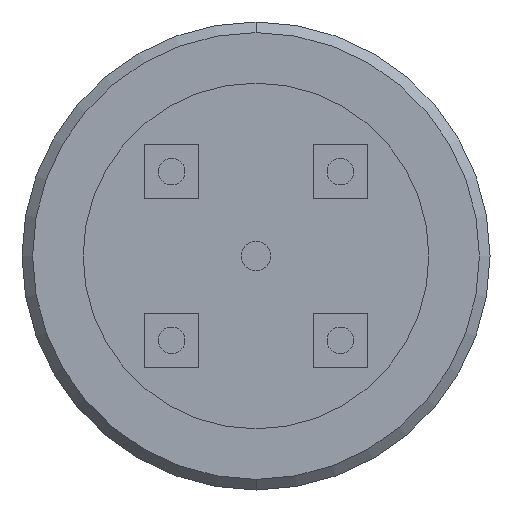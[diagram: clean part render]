
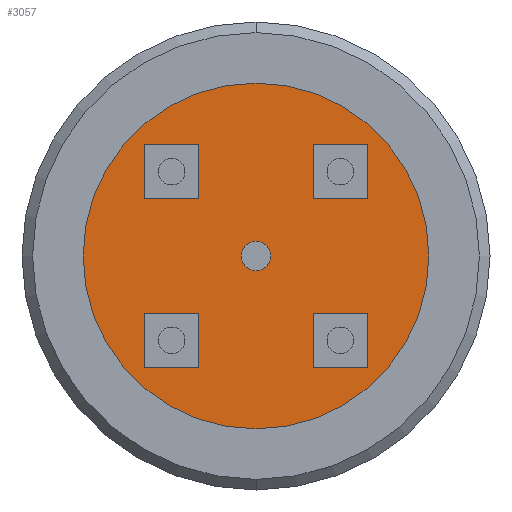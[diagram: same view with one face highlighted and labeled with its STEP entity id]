
A CAD part, front view. The second image highlights one B-rep face of the part: STEP entity #3057.
In plain terms, the highlighted planar face has unit normal (0, -1, 0).
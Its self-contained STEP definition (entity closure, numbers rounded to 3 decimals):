
#1=DIRECTION('',(0.,0.,1.));
#2=VECTOR('',#1,2.05);
#3=CARTESIAN_POINT('',(-2.15,-10.3,-4.2));
#4=LINE('',#3,#2);
#5=DIRECTION('',(-1.,0.,0.));
#6=VECTOR('',#5,2.05);
#7=CARTESIAN_POINT('',(-2.15,-10.3,-2.15));
#8=LINE('',#7,#6);
#9=DIRECTION('',(0.,0.,-1.));
#10=VECTOR('',#9,2.05);
#11=CARTESIAN_POINT('',(-4.2,-10.3,-2.15));
#12=LINE('',#11,#10);
#13=DIRECTION('',(1.,0.,0.));
#14=VECTOR('',#13,2.05);
#15=CARTESIAN_POINT('',(-4.2,-10.3,-4.2));
#16=LINE('',#15,#14);
#17=DIRECTION('',(1.,0.,0.));
#18=VECTOR('',#17,2.05);
#19=CARTESIAN_POINT('',(2.15,-10.3,-4.2));
#20=LINE('',#19,#18);
#21=DIRECTION('',(0.,0.,1.));
#22=VECTOR('',#21,2.05);
#23=CARTESIAN_POINT('',(4.2,-10.3,-4.2));
#24=LINE('',#23,#22);
#25=DIRECTION('',(-1.,0.,0.));
#26=VECTOR('',#25,2.05);
#27=CARTESIAN_POINT('',(4.2,-10.3,-2.15));
#28=LINE('',#27,#26);
#29=DIRECTION('',(0.,0.,-1.));
#30=VECTOR('',#29,2.05);
#31=CARTESIAN_POINT('',(2.15,-10.3,-2.15));
#32=LINE('',#31,#30);
#33=DIRECTION('',(-1.,0.,0.));
#34=VECTOR('',#33,2.05);
#35=CARTESIAN_POINT('',(-2.15,-10.3,4.2));
#36=LINE('',#35,#34);
#37=DIRECTION('',(0.,0.,-1.));
#38=VECTOR('',#37,2.05);
#39=CARTESIAN_POINT('',(-4.2,-10.3,4.2));
#40=LINE('',#39,#38);
#41=DIRECTION('',(1.,0.,0.));
#42=VECTOR('',#41,2.05);
#43=CARTESIAN_POINT('',(-4.2,-10.3,2.15));
#44=LINE('',#43,#42);
#45=DIRECTION('',(0.,0.,1.));
#46=VECTOR('',#45,2.05);
#47=CARTESIAN_POINT('',(-2.15,-10.3,2.15));
#48=LINE('',#47,#46);
#49=DIRECTION('',(0.,0.,-1.));
#50=VECTOR('',#49,2.05);
#51=CARTESIAN_POINT('',(2.15,-10.3,4.2));
#52=LINE('',#51,#50);
#53=DIRECTION('',(1.,0.,0.));
#54=VECTOR('',#53,2.05);
#55=CARTESIAN_POINT('',(2.15,-10.3,2.15));
#56=LINE('',#55,#54);
#57=DIRECTION('',(0.,0.,1.));
#58=VECTOR('',#57,2.05);
#59=CARTESIAN_POINT('',(4.2,-10.3,2.15));
#60=LINE('',#59,#58);
#61=DIRECTION('',(-1.,0.,0.));
#62=VECTOR('',#61,2.05);
#63=CARTESIAN_POINT('',(4.2,-10.3,4.2));
#64=LINE('',#63,#62);
#65=CARTESIAN_POINT('',(0.,-10.3,0.));
#66=DIRECTION('',(0.,-1.,0.));
#67=DIRECTION('',(-1.,0.,0.));
#68=AXIS2_PLACEMENT_3D('',#65,#66,#67);
#70=CARTESIAN_POINT('',(0.,-10.3,0.));
#71=DIRECTION('',(0.,-1.,0.));
#72=DIRECTION('',(1.,0.,0.));
#73=AXIS2_PLACEMENT_3D('',#70,#71,#72);
#79=CARTESIAN_POINT('',(0.,-10.3,0.));
#80=DIRECTION('',(0.,-1.,0.));
#81=DIRECTION('',(0.,0.,-1.));
#82=AXIS2_PLACEMENT_3D('',#79,#80,#81);
#88=CARTESIAN_POINT('',(0.,-10.3,0.));
#89=DIRECTION('',(0.,1.,0.));
#90=DIRECTION('',(0.,0.,-1.));
#91=AXIS2_PLACEMENT_3D('',#88,#89,#90);
#2619=CARTESIAN_POINT('',(0.,-10.3,-6.5));
#2621=VERTEX_POINT('',#2619);
#2627=CARTESIAN_POINT('',(0.,-10.3,6.5));
#2629=VERTEX_POINT('',#2627);
#2717=CARTESIAN_POINT('',(-2.15,-10.3,-4.2));
#2718=CARTESIAN_POINT('',(-2.15,-10.3,-2.15));
#2719=VERTEX_POINT('',#2717);
#2720=VERTEX_POINT('',#2718);
#2721=CARTESIAN_POINT('',(-4.2,-10.3,-2.15));
#2722=VERTEX_POINT('',#2721);
#2723=CARTESIAN_POINT('',(-4.2,-10.3,-4.2));
#2724=VERTEX_POINT('',#2723);
#2725=CARTESIAN_POINT('',(2.15,-10.3,-4.2));
#2726=CARTESIAN_POINT('',(4.2,-10.3,-4.2));
#2727=VERTEX_POINT('',#2725);
#2728=VERTEX_POINT('',#2726);
#2729=CARTESIAN_POINT('',(4.2,-10.3,-2.15));
#2730=VERTEX_POINT('',#2729);
#2731=CARTESIAN_POINT('',(2.15,-10.3,-2.15));
#2732=VERTEX_POINT('',#2731);
#2733=CARTESIAN_POINT('',(-2.15,-10.3,4.2));
#2734=CARTESIAN_POINT('',(-4.2,-10.3,4.2));
#2735=VERTEX_POINT('',#2733);
#2736=VERTEX_POINT('',#2734);
#2737=CARTESIAN_POINT('',(-4.2,-10.3,2.15));
#2738=VERTEX_POINT('',#2737);
#2739=CARTESIAN_POINT('',(-2.15,-10.3,2.15));
#2740=VERTEX_POINT('',#2739);
#2741=CARTESIAN_POINT('',(2.15,-10.3,4.2));
#2742=CARTESIAN_POINT('',(2.15,-10.3,2.15));
#2743=VERTEX_POINT('',#2741);
#2744=VERTEX_POINT('',#2742);
#2745=CARTESIAN_POINT('',(4.2,-10.3,2.15));
#2746=VERTEX_POINT('',#2745);
#2747=CARTESIAN_POINT('',(4.2,-10.3,4.2));
#2748=VERTEX_POINT('',#2747);
#2769=CARTESIAN_POINT('',(-0.55,-10.3,0.));
#2770=CARTESIAN_POINT('',(0.55,-10.3,0.));
#2771=VERTEX_POINT('',#2769);
#2772=VERTEX_POINT('',#2770);
#3000=CARTESIAN_POINT('',(0.,-10.3,0.));
#3001=DIRECTION('',(0.,1.,0.));
#3002=DIRECTION('',(0.,0.,-1.));
#3003=AXIS2_PLACEMENT_3D('',#3000,#3001,#3002);
#3004=PLANE('',#3003);
#3006=ORIENTED_EDGE('',*,*,#3005,.F.);
#3008=ORIENTED_EDGE('',*,*,#3007,.T.);
#3009=EDGE_LOOP('',(#3006,#3008));
#3010=FACE_OUTER_BOUND('',#3009,.F.);
#3012=ORIENTED_EDGE('',*,*,#3011,.T.);
#3014=ORIENTED_EDGE('',*,*,#3013,.T.);
#3016=ORIENTED_EDGE('',*,*,#3015,.T.);
#3018=ORIENTED_EDGE('',*,*,#3017,.T.);
#3019=EDGE_LOOP('',(#3012,#3014,#3016,#3018));
#3020=FACE_BOUND('',#3019,.F.);
#3022=ORIENTED_EDGE('',*,*,#3021,.T.);
#3024=ORIENTED_EDGE('',*,*,#3023,.T.);
#3026=ORIENTED_EDGE('',*,*,#3025,.T.);
#3028=ORIENTED_EDGE('',*,*,#3027,.T.);
#3029=EDGE_LOOP('',(#3022,#3024,#3026,#3028));
#3030=FACE_BOUND('',#3029,.F.);
#3032=ORIENTED_EDGE('',*,*,#3031,.T.);
#3034=ORIENTED_EDGE('',*,*,#3033,.T.);
#3036=ORIENTED_EDGE('',*,*,#3035,.T.);
#3038=ORIENTED_EDGE('',*,*,#3037,.T.);
#3039=EDGE_LOOP('',(#3032,#3034,#3036,#3038));
#3040=FACE_BOUND('',#3039,.F.);
#3042=ORIENTED_EDGE('',*,*,#3041,.T.);
#3044=ORIENTED_EDGE('',*,*,#3043,.T.);
#3046=ORIENTED_EDGE('',*,*,#3045,.T.);
#3048=ORIENTED_EDGE('',*,*,#3047,.T.);
#3049=EDGE_LOOP('',(#3042,#3044,#3046,#3048));
#3050=FACE_BOUND('',#3049,.F.);
#3052=ORIENTED_EDGE('',*,*,#3051,.T.);
#3054=ORIENTED_EDGE('',*,*,#3053,.T.);
#3055=EDGE_LOOP('',(#3052,#3054));
#3056=FACE_BOUND('',#3055,.F.);
#69=CIRCLE('',#68,0.55);
#74=CIRCLE('',#73,0.55);
#83=CIRCLE('',#82,6.5);
#92=CIRCLE('',#91,6.5);
#3005=EDGE_CURVE('',#2621,#2629,#83,.T.);
#3007=EDGE_CURVE('',#2621,#2629,#92,.T.);
#3011=EDGE_CURVE('',#2719,#2720,#4,.T.);
#3013=EDGE_CURVE('',#2720,#2722,#8,.T.);
#3015=EDGE_CURVE('',#2722,#2724,#12,.T.);
#3017=EDGE_CURVE('',#2724,#2719,#16,.T.);
#3021=EDGE_CURVE('',#2727,#2728,#20,.T.);
#3023=EDGE_CURVE('',#2728,#2730,#24,.T.);
#3025=EDGE_CURVE('',#2730,#2732,#28,.T.);
#3027=EDGE_CURVE('',#2732,#2727,#32,.T.);
#3031=EDGE_CURVE('',#2735,#2736,#36,.T.);
#3033=EDGE_CURVE('',#2736,#2738,#40,.T.);
#3035=EDGE_CURVE('',#2738,#2740,#44,.T.);
#3037=EDGE_CURVE('',#2740,#2735,#48,.T.);
#3041=EDGE_CURVE('',#2743,#2744,#52,.T.);
#3043=EDGE_CURVE('',#2744,#2746,#56,.T.);
#3045=EDGE_CURVE('',#2746,#2748,#60,.T.);
#3047=EDGE_CURVE('',#2748,#2743,#64,.T.);
#3051=EDGE_CURVE('',#2771,#2772,#69,.T.);
#3053=EDGE_CURVE('',#2772,#2771,#74,.T.);
#3057=ADVANCED_FACE('',(#3010,#3020,#3030,#3040,#3050,#3056),#3004,.F.);
